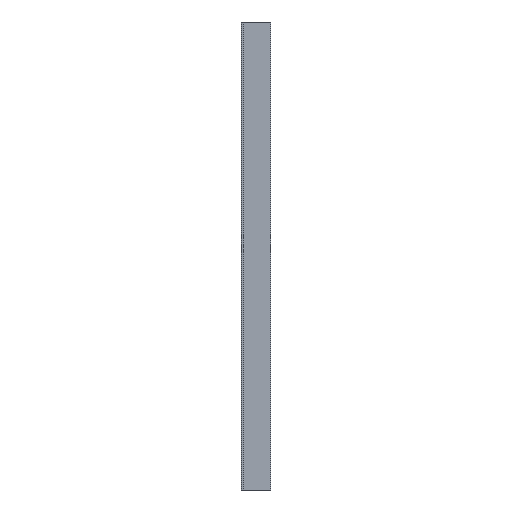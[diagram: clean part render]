
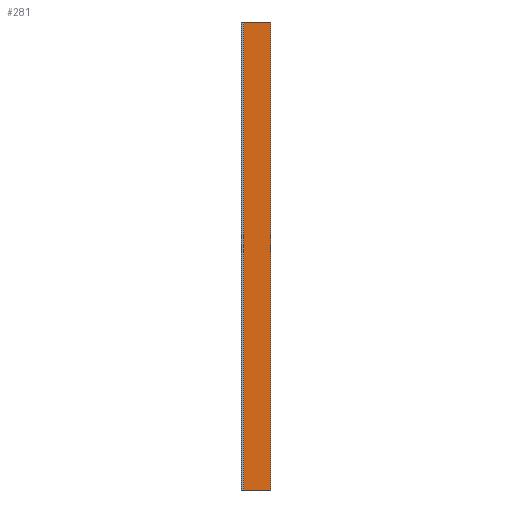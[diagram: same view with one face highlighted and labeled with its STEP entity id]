
A CAD part, left-side view. The second image highlights one B-rep face of the part: STEP entity #281.
In plain terms, the highlighted planar face has unit normal (-1, 0, 0).
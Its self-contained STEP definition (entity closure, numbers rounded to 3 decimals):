
#14 = VECTOR ( 'NONE', #185, 1000. ) ;
#15 = VERTEX_POINT ( 'NONE', #290 ) ;
#21 = CARTESIAN_POINT ( 'NONE',  ( -23., 0., 1000. ) ) ;
#36 = LINE ( 'NONE', #73, #129 ) ;
#66 = CARTESIAN_POINT ( 'NONE',  ( -23., 62., 0. ) ) ;
#69 = DIRECTION ( 'NONE',  ( 0., 0., 1. ) ) ;
#72 = LINE ( 'NONE', #21, #14 ) ;
#73 = CARTESIAN_POINT ( 'NONE',  ( -23., 0., 1000. ) ) ;
#82 = VECTOR ( 'NONE', #162, 1000. ) ;
#83 = CARTESIAN_POINT ( 'NONE',  ( -23., 0., 0. ) ) ;
#97 = EDGE_CURVE ( 'NONE', #190, #431, #197, .T. ) ;
#99 = CARTESIAN_POINT ( 'NONE',  ( -23., 62., 1000. ) ) ;
#121 = VECTOR ( 'NONE', #166, 1000. ) ;
#129 = VECTOR ( 'NONE', #280, 1000. ) ;
#132 = EDGE_CURVE ( 'NONE', #427, #431, #169, .T. ) ;
#162 = DIRECTION ( 'NONE',  ( 0., 1., 0. ) ) ;
#166 = DIRECTION ( 'NONE',  ( 0., 0., -1. ) ) ;
#169 = LINE ( 'NONE', #299, #121 ) ;
#185 = DIRECTION ( 'NONE',  ( 0., 1., 0. ) ) ;
#190 = VERTEX_POINT ( 'NONE', #208 ) ;
#197 = LINE ( 'NONE', #83, #82 ) ;
#208 = CARTESIAN_POINT ( 'NONE',  ( -23., 0., 0. ) ) ;
#222 = DIRECTION ( 'NONE',  ( -1., 0., 0. ) ) ;
#236 = FACE_OUTER_BOUND ( 'NONE', #405, .T. ) ;
#270 = ORIENTED_EDGE ( 'NONE', *, *, #132, .T. ) ;
#280 = DIRECTION ( 'NONE',  ( 0., 0., -1. ) ) ;
#281 = ADVANCED_FACE ( 'NONE', ( #236 ), #455, .T. ) ;
#288 = EDGE_CURVE ( 'NONE', #15, #190, #36, .T. ) ;
#290 = CARTESIAN_POINT ( 'NONE',  ( -23., 0., 1000. ) ) ;
#299 = CARTESIAN_POINT ( 'NONE',  ( -23., 62., 1000. ) ) ;
#301 = ORIENTED_EDGE ( 'NONE', *, *, #288, .F. ) ;
#337 = AXIS2_PLACEMENT_3D ( 'NONE', #449, #222, #69 ) ;
#358 = ORIENTED_EDGE ( 'NONE', *, *, #97, .F. ) ;
#359 = ORIENTED_EDGE ( 'NONE', *, *, #412, .T. ) ;
#405 = EDGE_LOOP ( 'NONE', ( #358, #301, #359, #270 ) ) ;
#412 = EDGE_CURVE ( 'NONE', #15, #427, #72, .T. ) ;
#427 = VERTEX_POINT ( 'NONE', #99 ) ;
#431 = VERTEX_POINT ( 'NONE', #66 ) ;
#449 = CARTESIAN_POINT ( 'NONE',  ( -23., 0., 1000. ) ) ;
#455 = PLANE ( 'NONE',  #337 ) ;
